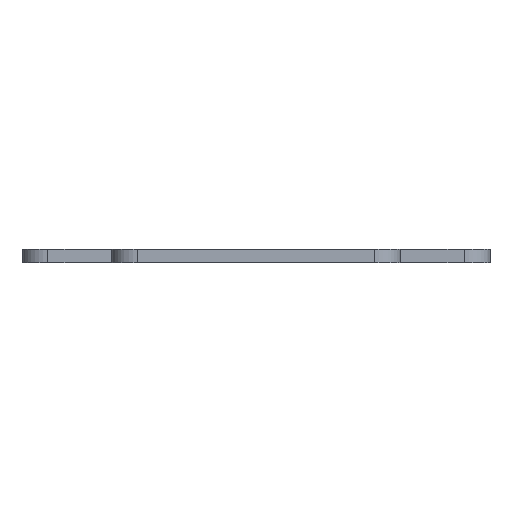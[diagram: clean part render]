
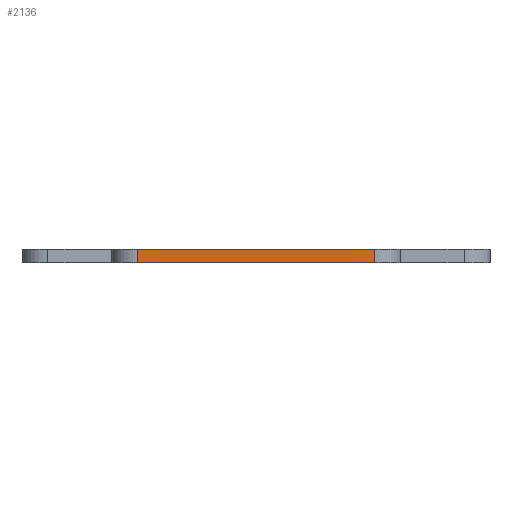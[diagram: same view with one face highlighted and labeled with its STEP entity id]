
A CAD part, left-side view. The second image highlights one B-rep face of the part: STEP entity #2136.
In plain terms, the highlighted planar face has unit normal (-1, 0, 0).
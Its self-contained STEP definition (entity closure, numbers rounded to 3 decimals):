
#202=FACE_OUTER_BOUND('',#304,.T.);
#304=EDGE_LOOP('',(#1751,#1752,#1753,#1754));
#551=LINE('',#3327,#811);
#592=LINE('',#3438,#852);
#593=LINE('',#3440,#853);
#594=LINE('',#3441,#854);
#811=VECTOR('',#2725,10.);
#852=VECTOR('',#2832,10.);
#853=VECTOR('',#2835,10.);
#854=VECTOR('',#2836,10.);
#1015=VERTEX_POINT('',#3323);
#1017=VERTEX_POINT('',#3326);
#1053=VERTEX_POINT('',#3434);
#1054=VERTEX_POINT('',#3436);
#1296=EDGE_CURVE('',#1015,#1017,#551,.T.);
#1352=EDGE_CURVE('',#1053,#1054,#592,.T.);
#1353=EDGE_CURVE('',#1053,#1015,#593,.T.);
#1354=EDGE_CURVE('',#1017,#1054,#594,.T.);
#1751=ORIENTED_EDGE('',*,*,#1353,.F.);
#1752=ORIENTED_EDGE('',*,*,#1352,.T.);
#1753=ORIENTED_EDGE('',*,*,#1354,.F.);
#1754=ORIENTED_EDGE('',*,*,#1296,.F.);
#2034=PLANE('',#2292);
#2136=ADVANCED_FACE('',(#202),#2034,.T.);
#2292=AXIS2_PLACEMENT_3D('',#3439,#2833,#2834);
#2725=DIRECTION('',(0.,0.,1.));
#2832=DIRECTION('',(0.,0.,1.));
#2833=DIRECTION('center_axis',(-1.,0.,0.));
#2834=DIRECTION('ref_axis',(0.,-1.,0.));
#2835=DIRECTION('',(0.,1.,0.));
#2836=DIRECTION('',(0.,-1.,0.));
#3323=CARTESIAN_POINT('',(-35.419,41.019,0.));
#3326=CARTESIAN_POINT('',(-35.419,41.019,1.6));
#3327=CARTESIAN_POINT('',(-35.419,41.019,0.));
#3434=CARTESIAN_POINT('',(-35.419,13.419,0.));
#3436=CARTESIAN_POINT('',(-35.419,13.419,1.6));
#3438=CARTESIAN_POINT('',(-35.419,13.419,0.));
#3439=CARTESIAN_POINT('Origin',(-35.419,41.019,0.));
#3440=CARTESIAN_POINT('',(-35.419,13.419,0.));
#3441=CARTESIAN_POINT('',(-35.419,13.419,1.6));
